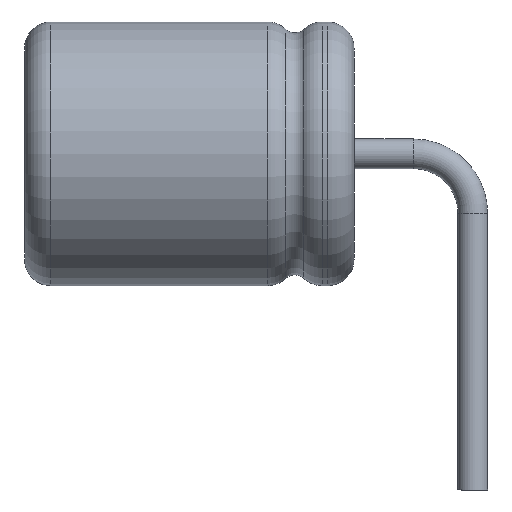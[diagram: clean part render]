
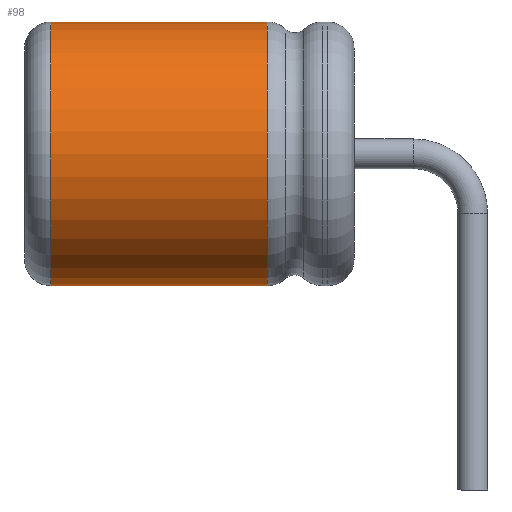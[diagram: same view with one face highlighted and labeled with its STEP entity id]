
A CAD part, left-side view. The second image highlights one B-rep face of the part: STEP entity #98.
In plain terms, the highlighted cylindrical face has radius 2 mm (diameter 4 mm), a partial arc.
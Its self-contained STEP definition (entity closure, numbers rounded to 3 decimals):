
#98=ADVANCED_FACE('',(#907),#909,.T.);
#907=FACE_BOUND('',#908,.T.);
#908=EDGE_LOOP('',(#1571,#1572,#1573,#1574,#1575,#1576,#1577,#1578,#1579,#1580,#1581,
#1582,#1583,#1584,#1585,#1586,#1587,#1588,#1589,#1590));
#909=CYLINDRICAL_SURFACE('',#910,2.);
#910=AXIS2_PLACEMENT_3D('',#911,#912,#913);
#911=CARTESIAN_POINT('',(0.,3.114,2.1));
#912=DIRECTION('',(0.,1.,0.));
#913=DIRECTION('',(1.,0.,0.));
#1571=ORIENTED_EDGE('',*,*,#2049,.T.);
#1572=ORIENTED_EDGE('',*,*,#2050,.T.);
#1573=ORIENTED_EDGE('',*,*,#2030,.F.);
#1574=ORIENTED_EDGE('',*,*,#2051,.T.);
#1575=ORIENTED_EDGE('',*,*,#2052,.T.);
#1576=ORIENTED_EDGE('',*,*,#2053,.T.);
#1577=ORIENTED_EDGE('',*,*,#2054,.F.);
#1578=ORIENTED_EDGE('',*,*,#2055,.T.);
#1579=ORIENTED_EDGE('',*,*,#2056,.F.);
#1580=ORIENTED_EDGE('',*,*,#2057,.T.);
#1581=ORIENTED_EDGE('',*,*,#2058,.T.);
#1582=ORIENTED_EDGE('',*,*,#2059,.T.);
#1583=ORIENTED_EDGE('',*,*,#2039,.F.);
#1584=ORIENTED_EDGE('',*,*,#2060,.T.);
#1585=ORIENTED_EDGE('',*,*,#2061,.T.);
#1586=ORIENTED_EDGE('',*,*,#2062,.T.);
#1587=ORIENTED_EDGE('',*,*,#2048,.F.);
#1588=ORIENTED_EDGE('',*,*,#2063,.F.);
#1589=ORIENTED_EDGE('',*,*,#2032,.F.);
#1590=ORIENTED_EDGE('',*,*,#2064,.T.);
#2030=EDGE_CURVE('',#2284,#2279,#2286,.T.);
#2032=EDGE_CURVE('',#2288,#2290,#2291,.T.);
#2039=EDGE_CURVE('',#2301,#2303,#2304,.F.);
#2048=EDGE_CURVE('',#2318,#2308,#2320,.F.);
#2049=EDGE_CURVE('',#2321,#2322,#2323,.F.);
#2050=EDGE_CURVE('',#2322,#2279,#2324,.F.);
#2051=EDGE_CURVE('',#2284,#2325,#2326,.T.);
#2052=EDGE_CURVE('',#2325,#2327,#2328,.F.);
#2053=EDGE_CURVE('',#2327,#2329,#2330,.F.);
#2054=EDGE_CURVE('',#2331,#2329,#2332,.T.);
#2055=EDGE_CURVE('',#2331,#2333,#2334,.T.);
#2056=EDGE_CURVE('',#2335,#2333,#2336,.F.);
#2057=EDGE_CURVE('',#2335,#2337,#2338,.F.);
#2058=EDGE_CURVE('',#2337,#2339,#2340,.T.);
#2059=EDGE_CURVE('',#2339,#2303,#2341,.T.);
#2060=EDGE_CURVE('',#2301,#2342,#2343,.F.);
#2061=EDGE_CURVE('',#2342,#2344,#2345,.T.);
#2062=EDGE_CURVE('',#2344,#2308,#2346,.T.);
#2063=EDGE_CURVE('',#2290,#2318,#2347,.T.);
#2064=EDGE_CURVE('',#2288,#2321,#2348,.T.);
#2279=VERTEX_POINT('',#2732);
#2284=VERTEX_POINT('',#2741);
#2286=LINE('',#2745,#2746);
#2288=VERTEX_POINT('',#2749);
#2290=VERTEX_POINT('',#2753);
#2291=LINE('',#2754,#2755);
#2301=VERTEX_POINT('',#2777);
#2303=VERTEX_POINT('',#2781);
#2304=LINE('',#2782,#2783);
#2308=VERTEX_POINT('',#2792);
#2318=VERTEX_POINT('',#2812);
#2320=LINE('',#2817,#2818);
#2321=VERTEX_POINT('',#2820);
#2322=VERTEX_POINT('',#2821);
#2323=LINE('',#2822,#2823);
#2324=(BOUNDED_CURVE()B_SPLINE_CURVE(3,
(#2825,#2826,#2827,#2828),
.UNSPECIFIED.,.F.,.F.)B_SPLINE_CURVE_WITH_KNOTS((4,4),
(0.,1.),
.UNSPECIFIED.)CURVE()GEOMETRIC_REPRESENTATION_ITEM()RATIONAL_B_SPLINE_CURVE((1.,
1.,1.,1.))REPRESENTATION_ITEM(''));
#2325=VERTEX_POINT('',#2829);
#2326=(BOUNDED_CURVE()B_SPLINE_CURVE(3,
(#2830,#2831,#2832,#2833),
.UNSPECIFIED.,.F.,.F.)B_SPLINE_CURVE_WITH_KNOTS((4,4),
(0.,1.),
.UNSPECIFIED.)CURVE()GEOMETRIC_REPRESENTATION_ITEM()RATIONAL_B_SPLINE_CURVE((1.,
1.,1.,1.))REPRESENTATION_ITEM(''));
#2327=VERTEX_POINT('',#2834);
#2328=LINE('',#2835,#2836);
#2329=VERTEX_POINT('',#2838);
#2330=(BOUNDED_CURVE()B_SPLINE_CURVE(3,
(#2839,#2840,#2841,#2842),
.UNSPECIFIED.,.F.,.F.)B_SPLINE_CURVE_WITH_KNOTS((4,4),
(0.,1.),
.UNSPECIFIED.)CURVE()GEOMETRIC_REPRESENTATION_ITEM()RATIONAL_B_SPLINE_CURVE((1.,
1.,1.,1.))REPRESENTATION_ITEM(''));
#2331=VERTEX_POINT('',#2843);
#2332=LINE('',#2844,#2845);
#2333=VERTEX_POINT('',#2847);
#2334=CIRCLE('',#2848,2.);
#2335=VERTEX_POINT('',#2852);
#2336=LINE('',#2853,#2854);
#2337=VERTEX_POINT('',#2856);
#2338=(BOUNDED_CURVE()B_SPLINE_CURVE(3,
(#2857,#2858,#2859,#2860),
.UNSPECIFIED.,.F.,.F.)B_SPLINE_CURVE_WITH_KNOTS((4,4),
(0.,1.),
.UNSPECIFIED.)CURVE()GEOMETRIC_REPRESENTATION_ITEM()RATIONAL_B_SPLINE_CURVE((1.,
1.,1.,1.))REPRESENTATION_ITEM(''));
#2339=VERTEX_POINT('',#2861);
#2340=LINE('',#2862,#2863);
#2341=(BOUNDED_CURVE()B_SPLINE_CURVE(3,
(#2865,#2866,#2867,#2868),
.UNSPECIFIED.,.F.,.F.)B_SPLINE_CURVE_WITH_KNOTS((4,4),
(0.,1.),
.UNSPECIFIED.)CURVE()GEOMETRIC_REPRESENTATION_ITEM()RATIONAL_B_SPLINE_CURVE((1.,
1.,1.,1.))REPRESENTATION_ITEM(''));
#2342=VERTEX_POINT('',#2869);
#2343=(BOUNDED_CURVE()B_SPLINE_CURVE(3,
(#2870,#2871,#2872,#2873),
.UNSPECIFIED.,.F.,.F.)B_SPLINE_CURVE_WITH_KNOTS((4,4),
(0.,1.),
.UNSPECIFIED.)CURVE()GEOMETRIC_REPRESENTATION_ITEM()RATIONAL_B_SPLINE_CURVE((1.,
1.,1.,1.))REPRESENTATION_ITEM(''));
#2344=VERTEX_POINT('',#2874);
#2345=LINE('',#2875,#2876);
#2346=(BOUNDED_CURVE()B_SPLINE_CURVE(3,
(#2878,#2879,#2880,#2881),
.UNSPECIFIED.,.F.,.F.)B_SPLINE_CURVE_WITH_KNOTS((4,4),
(0.,1.),
.UNSPECIFIED.)CURVE()GEOMETRIC_REPRESENTATION_ITEM()RATIONAL_B_SPLINE_CURVE((1.,
1.,1.,1.))REPRESENTATION_ITEM(''));
#2347=CIRCLE('',#2882,2.);
#2348=(BOUNDED_CURVE()B_SPLINE_CURVE(3,
(#2886,#2887,#2888,#2889),
.UNSPECIFIED.,.F.,.F.)B_SPLINE_CURVE_WITH_KNOTS((4,4),
(0.,1.),
.UNSPECIFIED.)CURVE()GEOMETRIC_REPRESENTATION_ITEM()RATIONAL_B_SPLINE_CURVE((1.,
1.,1.,1.))REPRESENTATION_ITEM(''));
#2732=CARTESIAN_POINT('',(1.879,5.866,1.416));
#2741=CARTESIAN_POINT('',(1.879,3.279,1.416));
#2745=CARTESIAN_POINT('',(1.879,3.279,1.416));
#2746=VECTOR('',#2747,1.);
#2747=DIRECTION('',(0.,1.,0.));
#2749=CARTESIAN_POINT('',(1.879,5.946,1.416));
#2753=CARTESIAN_POINT('',(1.879,6.4,1.416));
#2754=CARTESIAN_POINT('',(1.879,5.946,1.416));
#2755=VECTOR('',#2756,1.);
#2756=DIRECTION('',(0.,1.,0.));
#2777=CARTESIAN_POINT('',(1.879,5.866,2.784));
#2781=CARTESIAN_POINT('',(1.879,3.279,2.784));
#2782=CARTESIAN_POINT('',(1.879,3.279,2.784));
#2783=VECTOR('',#2784,1.);
#2784=DIRECTION('',(0.,1.,0.));
#2792=CARTESIAN_POINT('',(1.879,5.946,2.784));
#2812=CARTESIAN_POINT('',(1.879,6.4,2.784));
#2817=CARTESIAN_POINT('',(1.879,5.946,2.784));
#2818=VECTOR('',#2819,1.);
#2819=DIRECTION('',(0.,1.,0.));
#2820=CARTESIAN_POINT('',(1.879,5.946,1.416));
#2821=CARTESIAN_POINT('',(1.879,5.866,1.416));
#2822=CARTESIAN_POINT('',(1.879,5.866,1.416));
#2823=VECTOR('',#2824,1.);
#2824=DIRECTION('',(0.,1.,0.));
#2825=CARTESIAN_POINT('',(1.879,5.866,1.416));
#2826=CARTESIAN_POINT('',(1.879,5.866,1.416));
#2827=CARTESIAN_POINT('',(1.879,5.866,1.416));
#2828=CARTESIAN_POINT('',(1.879,5.866,1.416));
#2829=CARTESIAN_POINT('',(1.879,3.279,1.416));
#2830=CARTESIAN_POINT('',(1.879,3.279,1.416));
#2831=CARTESIAN_POINT('',(1.879,3.279,1.416));
#2832=CARTESIAN_POINT('',(1.879,3.279,1.416));
#2833=CARTESIAN_POINT('',(1.879,3.279,1.416));
#2834=CARTESIAN_POINT('',(1.879,3.199,1.416));
#2835=CARTESIAN_POINT('',(1.879,3.199,1.416));
#2836=VECTOR('',#2837,1.);
#2837=DIRECTION('',(0.,1.,0.));
#2838=CARTESIAN_POINT('',(1.879,3.199,1.416));
#2839=CARTESIAN_POINT('',(1.879,3.199,1.416));
#2840=CARTESIAN_POINT('',(1.879,3.199,1.416));
#2841=CARTESIAN_POINT('',(1.879,3.199,1.416));
#2842=CARTESIAN_POINT('',(1.879,3.199,1.416));
#2843=CARTESIAN_POINT('',(1.879,3.114,1.416));
#2844=CARTESIAN_POINT('',(1.879,3.114,1.416));
#2845=VECTOR('',#2846,1.);
#2846=DIRECTION('',(0.,1.,0.));
#2847=CARTESIAN_POINT('',(1.879,3.114,2.784));
#2848=AXIS2_PLACEMENT_3D('',#2849,#2850,#2851);
#2849=CARTESIAN_POINT('',(0.,3.114,2.1));
#2850=DIRECTION('',(-0.,1.,0.));
#2851=DIRECTION('',(0.94,0.,-0.342));
#2852=CARTESIAN_POINT('',(1.879,3.199,2.784));
#2853=CARTESIAN_POINT('',(1.879,3.114,2.784));
#2854=VECTOR('',#2855,1.);
#2855=DIRECTION('',(0.,1.,0.));
#2856=CARTESIAN_POINT('',(1.879,3.199,2.784));
#2857=CARTESIAN_POINT('',(1.879,3.199,2.784));
#2858=CARTESIAN_POINT('',(1.879,3.199,2.784));
#2859=CARTESIAN_POINT('',(1.879,3.199,2.784));
#2860=CARTESIAN_POINT('',(1.879,3.199,2.784));
#2861=CARTESIAN_POINT('',(1.879,3.279,2.784));
#2862=CARTESIAN_POINT('',(1.879,3.199,2.784));
#2863=VECTOR('',#2864,1.);
#2864=DIRECTION('',(0.,1.,0.));
#2865=CARTESIAN_POINT('',(1.879,3.279,2.784));
#2866=CARTESIAN_POINT('',(1.879,3.279,2.784));
#2867=CARTESIAN_POINT('',(1.879,3.279,2.784));
#2868=CARTESIAN_POINT('',(1.879,3.279,2.784));
#2869=CARTESIAN_POINT('',(1.879,5.866,2.784));
#2870=CARTESIAN_POINT('',(1.879,5.866,2.784));
#2871=CARTESIAN_POINT('',(1.879,5.866,2.784));
#2872=CARTESIAN_POINT('',(1.879,5.866,2.784));
#2873=CARTESIAN_POINT('',(1.879,5.866,2.784));
#2874=CARTESIAN_POINT('',(1.879,5.946,2.784));
#2875=CARTESIAN_POINT('',(1.879,5.866,2.784));
#2876=VECTOR('',#2877,1.);
#2877=DIRECTION('',(0.,1.,0.));
#2878=CARTESIAN_POINT('',(1.879,5.946,2.784));
#2879=CARTESIAN_POINT('',(1.879,5.946,2.784));
#2880=CARTESIAN_POINT('',(1.879,5.946,2.784));
#2881=CARTESIAN_POINT('',(1.879,5.946,2.784));
#2882=AXIS2_PLACEMENT_3D('',#2883,#2884,#2885);
#2883=CARTESIAN_POINT('',(0.,6.4,2.1));
#2884=DIRECTION('',(-0.,1.,0.));
#2885=DIRECTION('',(0.94,0.,-0.342));
#2886=CARTESIAN_POINT('',(1.879,5.946,1.416));
#2887=CARTESIAN_POINT('',(1.879,5.946,1.416));
#2888=CARTESIAN_POINT('',(1.879,5.946,1.416));
#2889=CARTESIAN_POINT('',(1.879,5.946,1.416));
